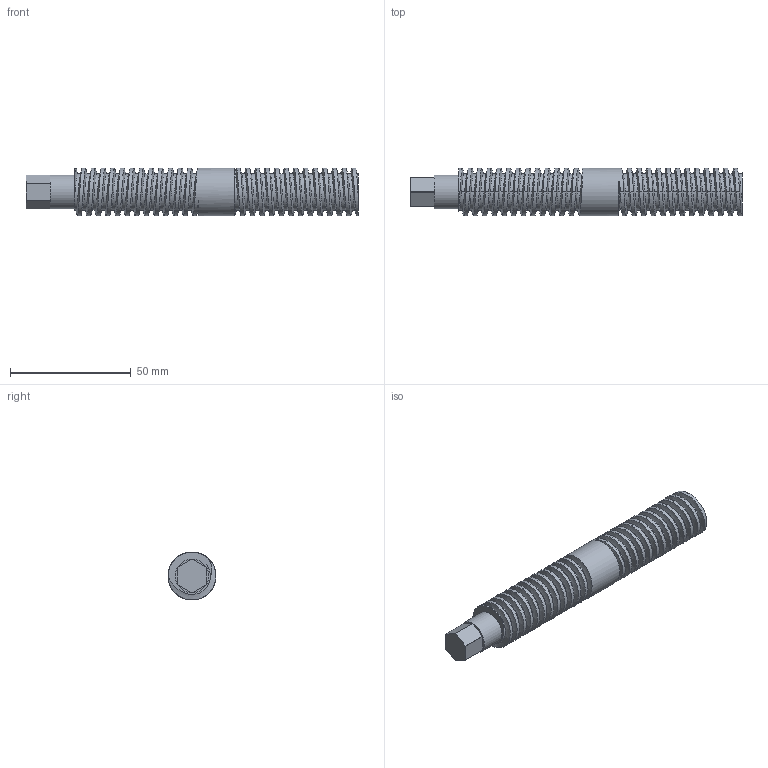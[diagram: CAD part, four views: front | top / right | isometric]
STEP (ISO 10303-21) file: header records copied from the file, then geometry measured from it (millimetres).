
FILE_DESCRIPTION(/* description */ (''),/* implementation_level */ '2;1');
FILE_NAME(/* name */ 'Spool_Holder_Lead_Screw.step',/* time_stamp */ '2020-06-13T11:06:29+02:00',/* author */ (''),/* organization */ (''),/* preprocessor_version */ 'ST-DEVELOPER v18.1',/* originating_system */ 'Autodesk Translation Framework v9.3.0.1241',/* authorisation */ '');
FILE_SCHEMA (('AUTOMOTIVE_DESIGN { 1 0 10303 214 3 1 1 }'));
Length unit declared in the file: millimetre
Products named in the file (1): Spool_Holder_Lead_Screw
Bounding box: 137.75 x 19.85 x 19.85 mm (x, y, z)
Volume: 32867.5 mm3; surface area: 13049.2 mm2
Topology: 1 solids, 1 shells, 80 faces, 228 edges, 152 vertices
Faces by surface type: cylinder 56, plane 17, bspline 7
Full cylindrical faces by diameter (mm): 14.067 x1, 15.287 x24, 19.85 x25
Entity records: 8358 total; most frequent: CARTESIAN_POINT 6488, ORIENTED_EDGE 456, DIRECTION 266, EDGE_CURVE 228, VERTEX_POINT 152, B_SPLINE_CURVE_WITH_KNOTS 123, LINE 92, VECTOR 92
